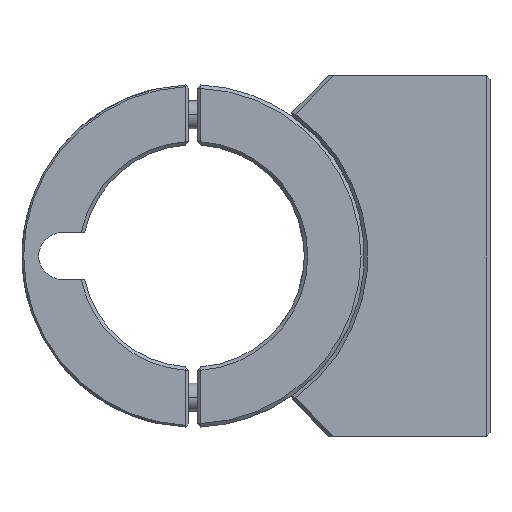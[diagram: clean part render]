
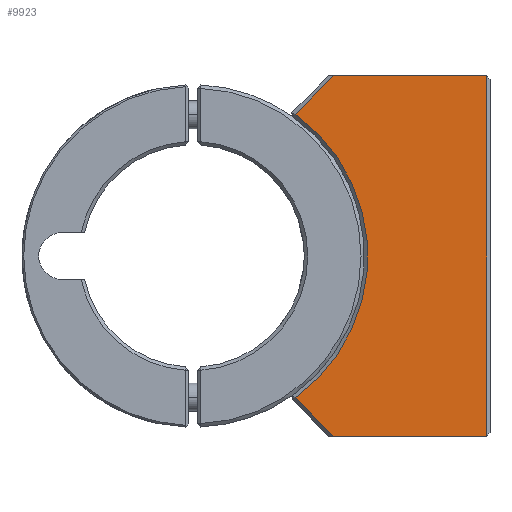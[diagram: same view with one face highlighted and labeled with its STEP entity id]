
A CAD part, left-side view. The second image highlights one B-rep face of the part: STEP entity #9923.
In plain terms, the highlighted planar face has unit normal (-1, 0, 0).
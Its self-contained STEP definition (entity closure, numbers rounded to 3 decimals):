
#3168 = CARTESIAN_POINT ( 'NONE',  ( -35.522, -44.791, 27.879 ) ) ;
#3833 = CARTESIAN_POINT ( 'NONE',  ( -35.522, -21.838, -26.096 ) ) ;
#3834 = DIRECTION ( 'NONE',  ( 0., 1., 0. ) ) ;
#3835 = VECTOR ( 'NONE', #3834, 1000. ) ;
#3836 = CARTESIAN_POINT ( 'NONE',  ( -35.522, -21.119, -26.096 ) ) ;
#3837 = LINE ( 'NONE', #3836, #3835 ) ;
#4088 = DIRECTION ( 'NONE',  ( 0., 0.707, -0.707 ) ) ;
#4089 = VECTOR ( 'NONE', #4088, 1000. ) ;
#4090 = CARTESIAN_POINT ( 'NONE',  ( -35.522, 2.15, 3.891 ) ) ;
#4091 = LINE ( 'NONE', #4090, #4089 ) ;
#4093 = DIRECTION ( 'NONE',  ( 0., 0., 1. ) ) ;
#4094 = VECTOR ( 'NONE', #4093, 1000. ) ;
#4095 = CARTESIAN_POINT ( 'NONE',  ( -35.522, -44.791, 0.892 ) ) ;
#4096 = LINE ( 'NONE', #4095, #4094 ) ;
#4102 = DIRECTION ( 'NONE',  ( 0., -1., 0. ) ) ;
#4103 = VECTOR ( 'NONE', #4102, 1000. ) ;
#4104 = CARTESIAN_POINT ( 'NONE',  ( -35.522, -21.119, 27.879 ) ) ;
#4105 = LINE ( 'NONE', #4104, #4103 ) ;
#4108 = CARTESIAN_POINT ( 'NONE',  ( -35.522, -21.838, 27.879 ) ) ;
#4248 = CARTESIAN_POINT ( 'NONE',  ( -35.522, -16.095, -20.353 ) ) ;
#4249 = CARTESIAN_POINT ( 'NONE',  ( -35.522, -16.095, 22.137 ) ) ;
#4250 = DIRECTION ( 'NONE',  ( 0., 0., -1. ) ) ;
#4251 = DIRECTION ( 'NONE',  ( 1., 0., 0. ) ) ;
#4252 = CARTESIAN_POINT ( 'NONE',  ( -35.522, -0.849, 0.892 ) ) ;
#4253 = AXIS2_PLACEMENT_3D ( 'NONE', #4252, #4251, #4250 ) ;
#4254 = CIRCLE ( 'NONE', #4253, 26.149 ) ;
#4264 = DIRECTION ( 'NONE',  ( 0., 0., -1. ) ) ;
#4265 = DIRECTION ( 'NONE',  ( 1., 0., 0. ) ) ;
#4266 = CARTESIAN_POINT ( 'NONE',  ( -35.522, -0.849, 0.892 ) ) ;
#4267 = AXIS2_PLACEMENT_3D ( 'NONE', #4266, #4265, #4264 ) ;
#4268 = PLANE ( 'NONE',  #4267 ) ;
#4269 = FACE_OUTER_BOUND ( 'NONE', #9925, .T. ) ;
#4279 = DIRECTION ( 'NONE',  ( 0., -0.707, -0.707 ) ) ;
#4280 = VECTOR ( 'NONE', #4279, 1000. ) ;
#4281 = CARTESIAN_POINT ( 'NONE',  ( -35.522, 2.15, -2.107 ) ) ;
#4282 = LINE ( 'NONE', #4281, #4280 ) ;
#4357 = CARTESIAN_POINT ( 'NONE',  ( -35.522, -44.791, -26.096 ) ) ;
#9299 = VERTEX_POINT ( 'NONE', #4108 ) ;
#9301 = EDGE_CURVE ( 'NONE', #9299, #9344, #4105, .T. ) ;
#9344 = VERTEX_POINT ( 'NONE', #3168 ) ;
#9716 = EDGE_CURVE ( 'NONE', #9967, #9717, #3837, .T. ) ;
#9717 = VERTEX_POINT ( 'NONE', #3833 ) ;
#9817 = ORIENTED_EDGE ( 'NONE', *, *, #9716, .F. ) ;
#9818 = ORIENTED_EDGE ( 'NONE', *, *, #9819, .T. ) ;
#9819 = EDGE_CURVE ( 'NONE', #9967, #9344, #4096, .T. ) ;
#9820 = ORIENTED_EDGE ( 'NONE', *, *, #9301, .F. ) ;
#9822 = ORIENTED_EDGE ( 'NONE', *, *, #9823, .T. ) ;
#9823 = EDGE_CURVE ( 'NONE', #9299, #9931, #4091, .T. ) ;
#9923 = ADVANCED_FACE ( 'NONE', ( #4269 ), #4268, .F. ) ;
#9925 = EDGE_LOOP ( 'NONE', ( #9927, #9934, #9817, #9818, #9820, #9822 ) ) ;
#9927 = ORIENTED_EDGE ( 'NONE', *, *, #9929, .T. ) ;
#9929 = EDGE_CURVE ( 'NONE', #9931, #9932, #4254, .T. ) ;
#9931 = VERTEX_POINT ( 'NONE', #4249 ) ;
#9932 = VERTEX_POINT ( 'NONE', #4248 ) ;
#9934 = ORIENTED_EDGE ( 'NONE', *, *, #9936, .T. ) ;
#9936 = EDGE_CURVE ( 'NONE', #9932, #9717, #4282, .T. ) ;
#9967 = VERTEX_POINT ( 'NONE', #4357 ) ;
